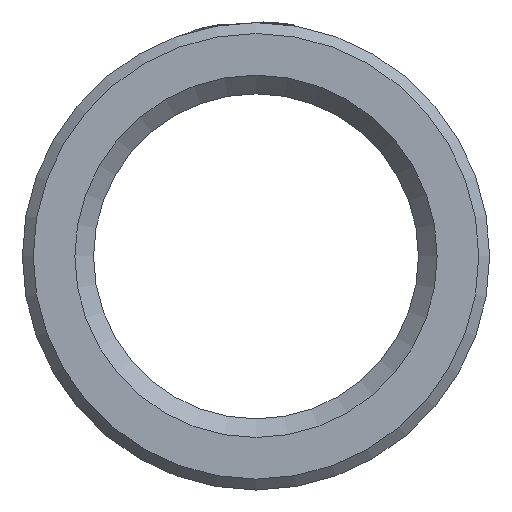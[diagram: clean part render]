
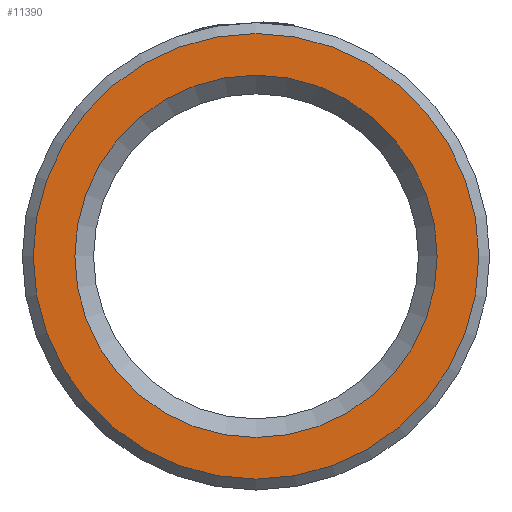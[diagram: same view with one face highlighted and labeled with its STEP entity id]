
A CAD part, left-side view. The second image highlights one B-rep face of the part: STEP entity #11390.
In plain terms, the highlighted planar face has unit normal (-1, 0, 0).
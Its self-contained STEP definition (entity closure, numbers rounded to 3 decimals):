
#880 = ORIENTED_EDGE ( 'NONE', *, *, #12846, .T. ) ;
#2045 = AXIS2_PLACEMENT_3D ( 'NONE', #12280, #10302, #5137 ) ;
#2079 = FACE_OUTER_BOUND ( 'NONE', #10215, .T. ) ;
#2170 = AXIS2_PLACEMENT_3D ( 'NONE', #4902, #8757, #7642 ) ;
#2270 = FACE_BOUND ( 'NONE', #6982, .T. ) ;
#4210 = VERTEX_POINT ( 'NONE', #11162 ) ;
#4902 = CARTESIAN_POINT ( 'NONE',  ( 0., 0., 0. ) ) ;
#5137 = DIRECTION ( 'NONE',  ( 0., 0., -1. ) ) ;
#6325 = PLANE ( 'NONE',  #2045 ) ;
#6945 = CARTESIAN_POINT ( 'NONE',  ( 0., 0., -8.335 ) ) ;
#6982 = EDGE_LOOP ( 'NONE', ( #7203 ) ) ;
#7203 = ORIENTED_EDGE ( 'NONE', *, *, #8100, .T. ) ;
#7642 = DIRECTION ( 'NONE',  ( 0., 0., -1. ) ) ;
#8100 = EDGE_CURVE ( 'NONE', #10824, #10824, #9404, .T. ) ;
#8640 = CIRCLE ( 'NONE', #10962, 10.25 ) ;
#8757 = DIRECTION ( 'NONE',  ( 1., 0., 0. ) ) ;
#9404 = CIRCLE ( 'NONE', #2170, 8.335 ) ;
#9933 = DIRECTION ( 'NONE',  ( -1., 0., 0. ) ) ;
#10215 = EDGE_LOOP ( 'NONE', ( #880 ) ) ;
#10302 = DIRECTION ( 'NONE',  ( 1., 0., 0. ) ) ;
#10824 = VERTEX_POINT ( 'NONE', #6945 ) ;
#10962 = AXIS2_PLACEMENT_3D ( 'NONE', #12744, #9933, #11826 ) ;
#11162 = CARTESIAN_POINT ( 'NONE',  ( 0., 0., -10.25 ) ) ;
#11390 = ADVANCED_FACE ( 'NONE', ( #2079, #2270 ), #6325, .F. ) ;
#11826 = DIRECTION ( 'NONE',  ( 0., 0., -1. ) ) ;
#12280 = CARTESIAN_POINT ( 'NONE',  ( 0., 0., 0. ) ) ;
#12744 = CARTESIAN_POINT ( 'NONE',  ( 0., 0., 0. ) ) ;
#12846 = EDGE_CURVE ( 'NONE', #4210, #4210, #8640, .T. ) ;
